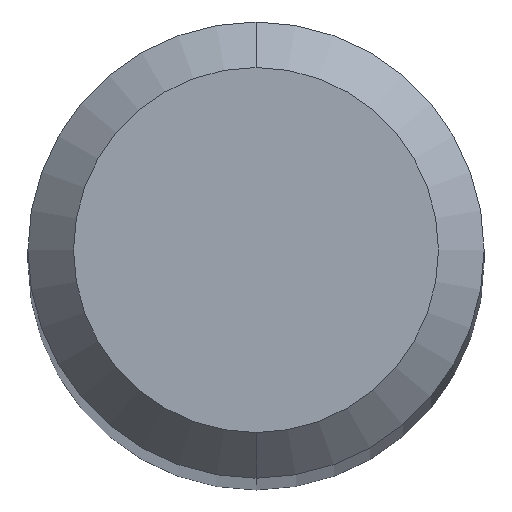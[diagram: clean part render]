
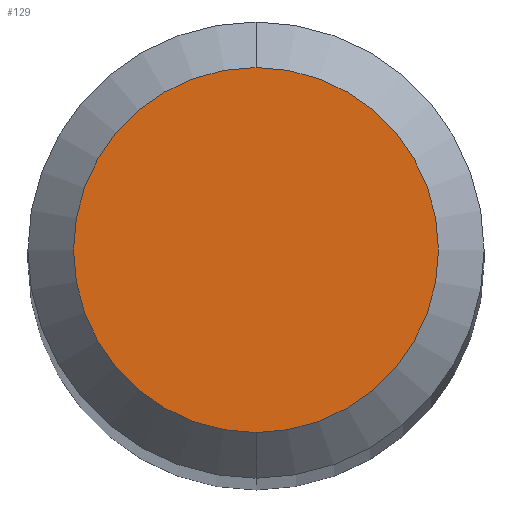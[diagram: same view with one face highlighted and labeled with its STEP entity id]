
A CAD part, top view. The second image highlights one B-rep face of the part: STEP entity #129.
In plain terms, the highlighted planar face has unit normal (0, 0, 1).
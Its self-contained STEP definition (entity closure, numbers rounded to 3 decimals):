
#103=VERTEX_POINT('',#254);
#129=ADVANCED_FACE('',(#285),#286,.T.);
#185=VERTEX_POINT('',#348);
#197=EDGE_CURVE('',#103,#185,#362,.T.);
#213=EDGE_CURVE('',#185,#103,#379,.T.);
#254=CARTESIAN_POINT('',(0.0,1.2,0.0));
#285=FACE_OUTER_BOUND('',#448,.T.);
#286=PLANE('',#449);
#348=CARTESIAN_POINT('',(0.,-1.2,0.0));
#362=CIRCLE('',#550,1.2);
#379=CIRCLE('',#574,1.2);
#448=EDGE_LOOP('',(#652,#653));
#449=AXIS2_PLACEMENT_3D('',#654,#655,#656);
#550=AXIS2_PLACEMENT_3D('',#744,#745,#746);
#574=AXIS2_PLACEMENT_3D('',#763,#764,#765);
#652=ORIENTED_EDGE('',*,*,#197,.F.);
#653=ORIENTED_EDGE('',*,*,#213,.F.);
#654=CARTESIAN_POINT('',(0.0,0.6,0.0));
#655=DIRECTION('',(-0.0,0.0,1.0));
#656=DIRECTION('',(0.0,-1.0,0.0));
#744=CARTESIAN_POINT('',(0.0,0.0,0.0));
#745=DIRECTION('',(0.0,0.0,-1.0));
#746=DIRECTION('',(0.0,1.0,0.0));
#763=CARTESIAN_POINT('',(0.0,0.0,0.0));
#764=DIRECTION('',(0.0,0.0,-1.0));
#765=DIRECTION('',(0.0,1.0,0.0));
